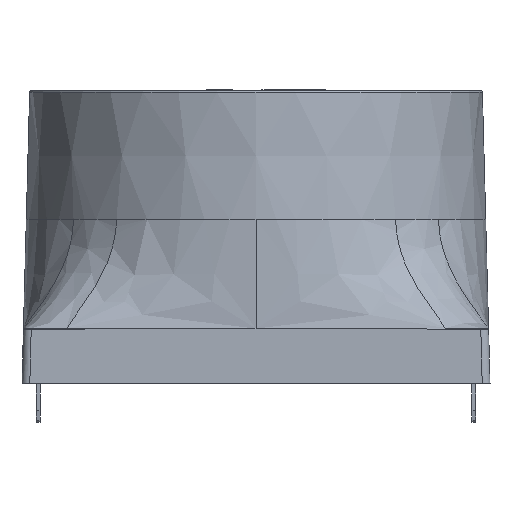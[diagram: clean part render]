
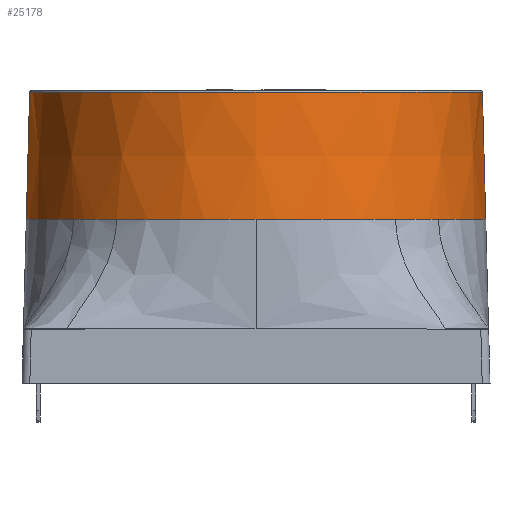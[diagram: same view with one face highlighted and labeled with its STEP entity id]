
A CAD part, front view. The second image highlights one B-rep face of the part: STEP entity #25178.
In plain terms, the highlighted conical face has half-angle 1.5 degrees and reference radius 29.817 mm.
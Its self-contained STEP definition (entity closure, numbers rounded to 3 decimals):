
#894 = CARTESIAN_POINT ( 'NONE',  ( 0., -29.45, 6. ) ) ;
#3640 = ORIENTED_EDGE ( 'NONE', *, *, #31758, .T. ) ;
#4035 = B_SPLINE_CURVE_WITH_KNOTS ( 'NONE', 3,
 ( #89807, #14307, #45199, #81636, #60228, #73521, #28897 ),
 .UNSPECIFIED., .F., .F.,
 ( 4, 1, 1, 1, 4 ),
 ( 0., 0.107, 0.214, 0.321, 0.412 ),
 .UNSPECIFIED. ) ;
#4113 = ORIENTED_EDGE ( 'NONE', *, *, #89311, .T. ) ;
#4693 = VECTOR ( 'NONE', #68551, 1000. ) ;
#5215 = EDGE_CURVE ( 'NONE', #48927, #6085, #80516, .T. ) ;
#5307 = CARTESIAN_POINT ( 'NONE',  ( 1.673, -29.45, 6. ) ) ;
#6085 = VERTEX_POINT ( 'NONE', #85707 ) ;
#9021 = CARTESIAN_POINT ( 'NONE',  ( -3.205, -29.45, 6. ) ) ;
#9435 = CARTESIAN_POINT ( 'NONE',  ( -19.906, -21.742, 6. ) ) ;
#12092 = DIRECTION ( 'NONE',  ( 1., 0., 0. ) ) ;
#12521 = CARTESIAN_POINT ( 'NONE',  ( 17.892, -23.392, 6. ) ) ;
#14307 = CARTESIAN_POINT ( 'NONE',  ( 29.45, -1.673, 6. ) ) ;
#14977 = CARTESIAN_POINT ( 'NONE',  ( 19.957, -21.812, 6. ) ) ;
#15849 = CARTESIAN_POINT ( 'NONE',  ( -12.481, -26.867, 6. ) ) ;
#17558 = CARTESIAN_POINT ( 'NONE',  ( 0., 0., -8. ) ) ;
#18530 = DIRECTION ( 'NONE',  ( 0.026, 0., -1. ) ) ;
#18627 = VERTEX_POINT ( 'NONE', #93932 ) ;
#22269 = CIRCLE ( 'NONE', #78912, 29.023 ) ;
#24044 = CARTESIAN_POINT ( 'NONE',  ( -17.892, -23.392, 6. ) ) ;
#24136 = EDGE_CURVE ( 'NONE', #50654, #6085, #46384, .T. ) ;
#24829 = CARTESIAN_POINT ( 'NONE',  ( 23.392, -17.892, 6. ) ) ;
#25178 = ADVANCED_FACE ( 'NONE', ( #60174 ), #46094, .T. ) ;
#28854 = CARTESIAN_POINT ( 'NONE',  ( -29.023, 0., 22.305 ) ) ;
#28897 = CARTESIAN_POINT ( 'NONE',  ( 23.392, -17.892, 6. ) ) ;
#29581 = EDGE_CURVE ( 'NONE', #72499, #50654, #77059, .T. ) ;
#31507 = CARTESIAN_POINT ( 'NONE',  ( -22.6, -18.929, 6. ) ) ;
#31758 = EDGE_CURVE ( 'NONE', #48927, #63043, #37765, .T. ) ;
#32115 = CARTESIAN_POINT ( 'NONE',  ( -29.45, -3.205, 6. ) ) ;
#33021 = VECTOR ( 'NONE', #18530, 1000. ) ;
#34678 = ORIENTED_EDGE ( 'NONE', *, *, #24136, .T. ) ;
#35431 = CARTESIAN_POINT ( 'NONE',  ( -29.45, 0., 6. ) ) ;
#37765 = B_SPLINE_CURVE_WITH_KNOTS ( 'NONE', 3,
 ( #38223, #76065, #15849, #45465, #9021, #894 ),
 .UNSPECIFIED., .F., .F.,
 ( 4, 2, 4 ),
 ( 0., 0.5, 1. ),
 .UNSPECIFIED. ) ;
#38223 = CARTESIAN_POINT ( 'NONE',  ( -17.892, -23.392, 6. ) ) ;
#38960 = CARTESIAN_POINT ( 'NONE',  ( -29.45, 0., 6. ) ) ;
#40239 = CARTESIAN_POINT ( 'NONE',  ( 29.023, 0., 22.305 ) ) ;
#40874 = ORIENTED_EDGE ( 'NONE', *, *, #94276, .F. ) ;
#43450 = VERTEX_POINT ( 'NONE', #92138 ) ;
#44426 = VERTEX_POINT ( 'NONE', #24829 ) ;
#45199 = CARTESIAN_POINT ( 'NONE',  ( 29.164, -5.018, 6. ) ) ;
#45465 = CARTESIAN_POINT ( 'NONE',  ( -6.409, -28.922, 6. ) ) ;
#45729 = AXIS2_PLACEMENT_3D ( 'NONE', #17558, #84972, #12092 ) ;
#46085 = EDGE_LOOP ( 'NONE', ( #95214, #82700, #34678, #90582, #3640, #60731, #4113, #57202, #40874 ) ) ;
#46094 = CONICAL_SURFACE ( 'NONE', #45729, 29.817, 0.026 ) ;
#46199 = CARTESIAN_POINT ( 'NONE',  ( -23.392, -17.892, 6. ) ) ;
#46384 = B_SPLINE_CURVE_WITH_KNOTS ( 'NONE', 3,
 ( #38960, #32115, #76768, #47733, #63071, #84560 ),
 .UNSPECIFIED., .F., .F.,
 ( 4, 2, 4 ),
 ( 0., 0.5, 1. ),
 .UNSPECIFIED. ) ;
#47733 = CARTESIAN_POINT ( 'NONE',  ( -26.867, -12.481, 6. ) ) ;
#48927 = VERTEX_POINT ( 'NONE', #50540 ) ;
#49882 = CARTESIAN_POINT ( 'NONE',  ( 5.018, -29.164, 6. ) ) ;
#50540 = CARTESIAN_POINT ( 'NONE',  ( -17.892, -23.392, 6. ) ) ;
#50654 = VERTEX_POINT ( 'NONE', #35431 ) ;
#54234 = CARTESIAN_POINT ( 'NONE',  ( -29.817, 0., -8. ) ) ;
#57202 = ORIENTED_EDGE ( 'NONE', *, *, #57715, .F. ) ;
#57467 = CARTESIAN_POINT ( 'NONE',  ( 0., -29.45, 6. ) ) ;
#57584 = B_SPLINE_CURVE_WITH_KNOTS ( 'NONE', 3,
 ( #82648, #14977, #82345, #89546 ),
 .UNSPECIFIED., .F., .F.,
 ( 4, 4 ),
 ( 0., 1. ),
 .UNSPECIFIED. ) ;
#57715 = EDGE_CURVE ( 'NONE', #18627, #44426, #4035, .T. ) ;
#58422 = EDGE_CURVE ( 'NONE', #75230, #72499, #22269, .T. ) ;
#58540 = EDGE_CURVE ( 'NONE', #43450, #63043, #78916, .T. ) ;
#60174 = FACE_OUTER_BOUND ( 'NONE', #46085, .T. ) ;
#60228 = CARTESIAN_POINT ( 'NONE',  ( 25.931, -14.213, 6. ) ) ;
#60731 = ORIENTED_EDGE ( 'NONE', *, *, #58540, .F. ) ;
#63043 = VERTEX_POINT ( 'NONE', #77880 ) ;
#63071 = CARTESIAN_POINT ( 'NONE',  ( -25.339, -15.346, 6. ) ) ;
#68551 = DIRECTION ( 'NONE',  ( -0.026, 0., -1. ) ) ;
#71114 = CARTESIAN_POINT ( 'NONE',  ( 0., 0., 22.305 ) ) ;
#71445 = DIRECTION ( 'NONE',  ( -1., 0., 0. ) ) ;
#72499 = VERTEX_POINT ( 'NONE', #28854 ) ;
#73521 = CARTESIAN_POINT ( 'NONE',  ( 24.246, -16.776, 6. ) ) ;
#75230 = VERTEX_POINT ( 'NONE', #40239 ) ;
#76065 = CARTESIAN_POINT ( 'NONE',  ( -15.346, -25.339, 6. ) ) ;
#76175 = CARTESIAN_POINT ( 'NONE',  ( -21.742, -19.906, 6. ) ) ;
#76768 = CARTESIAN_POINT ( 'NONE',  ( -28.922, -6.409, 6. ) ) ;
#77059 = LINE ( 'NONE', #54234, #4693 ) ;
#77880 = CARTESIAN_POINT ( 'NONE',  ( 0., -29.45, 6. ) ) ;
#78912 = AXIS2_PLACEMENT_3D ( 'NONE', #71114, #86710, #71445 ) ;
#78916 = B_SPLINE_CURVE_WITH_KNOTS ( 'NONE', 3,
 ( #12521, #94524, #79222, #87039, #49882, #5307, #57467 ),
 .UNSPECIFIED., .F., .F.,
 ( 4, 1, 1, 1, 4 ),
 ( 0.588, 0.679, 0.786, 0.893, 1. ),
 .UNSPECIFIED. ) ;
#79222 = CARTESIAN_POINT ( 'NONE',  ( 14.213, -25.931, 6. ) ) ;
#80516 = B_SPLINE_CURVE_WITH_KNOTS ( 'NONE', 3,
 ( #24044, #91451, #9435, #76175, #31507, #46199 ),
 .UNSPECIFIED., .F., .F.,
 ( 4, 2, 4 ),
 ( 0., 3.925, 7.85 ),
 .UNSPECIFIED. ) ;
#81636 = CARTESIAN_POINT ( 'NONE',  ( 27.894, -9.879, 6. ) ) ;
#82345 = CARTESIAN_POINT ( 'NONE',  ( 21.812, -19.957, 6. ) ) ;
#82648 = CARTESIAN_POINT ( 'NONE',  ( 17.892, -23.392, 6. ) ) ;
#82700 = ORIENTED_EDGE ( 'NONE', *, *, #29581, .T. ) ;
#84560 = CARTESIAN_POINT ( 'NONE',  ( -23.392, -17.892, 6. ) ) ;
#84972 = DIRECTION ( 'NONE',  ( 0., 0., -1. ) ) ;
#85604 = CARTESIAN_POINT ( 'NONE',  ( 29.817, 0., -8. ) ) ;
#85707 = CARTESIAN_POINT ( 'NONE',  ( -23.392, -17.892, 6. ) ) ;
#86684 = LINE ( 'NONE', #85604, #33021 ) ;
#86710 = DIRECTION ( 'NONE',  ( 0., 0., -1. ) ) ;
#87039 = CARTESIAN_POINT ( 'NONE',  ( 9.879, -27.894, 6. ) ) ;
#89311 = EDGE_CURVE ( 'NONE', #43450, #44426, #57584, .T. ) ;
#89546 = CARTESIAN_POINT ( 'NONE',  ( 23.392, -17.892, 6. ) ) ;
#89807 = CARTESIAN_POINT ( 'NONE',  ( 29.45, 0., 6. ) ) ;
#90582 = ORIENTED_EDGE ( 'NONE', *, *, #5215, .F. ) ;
#91451 = CARTESIAN_POINT ( 'NONE',  ( -18.929, -22.6, 6. ) ) ;
#92138 = CARTESIAN_POINT ( 'NONE',  ( 17.892, -23.392, 6. ) ) ;
#93932 = CARTESIAN_POINT ( 'NONE',  ( 29.45, 0., 6. ) ) ;
#94276 = EDGE_CURVE ( 'NONE', #75230, #18627, #86684, .T. ) ;
#94524 = CARTESIAN_POINT ( 'NONE',  ( 16.776, -24.246, 6. ) ) ;
#95214 = ORIENTED_EDGE ( 'NONE', *, *, #58422, .T. ) ;
